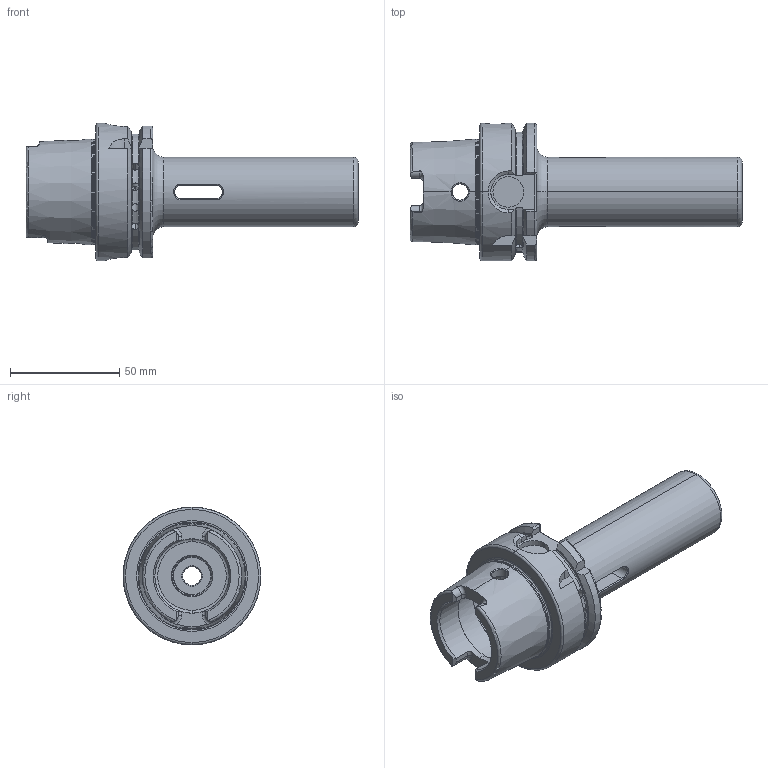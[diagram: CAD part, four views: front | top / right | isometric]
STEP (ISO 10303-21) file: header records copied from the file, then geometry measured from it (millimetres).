
FILE_DESCRIPTION (( 'STEP AP203' ), '1' );
FILE_NAME ('A63.07.02.STEP', '2016-10-11T02:15:54', ( '' ), ( '' ), 'SwSTEP 2.0', 'SolidWorks 2012', '' );
FILE_SCHEMA (( 'CONFIG_CONTROL_DESIGN' ));
Length unit declared in the file: millimetre
Products named in the file (1): A63.07.02
Bounding box: 152 x 63 x 63 mm (x, y, z)
Volume: 136673.9 mm3; surface area: 37322.2 mm2
Topology: 1 solids, 1 shells, 239 faces, 641 edges, 397 vertices
Faces by surface type: cylinder 82, plane 68, torus 36, cone 35, bspline 18
Entity records: 18908 total; most frequent: CARTESIAN_POINT 13311, ORIENTED_EDGE 1262, DIRECTION 1033, EDGE_CURVE 631, AXIS2_PLACEMENT_3D 408, VERTEX_POINT 397, EDGE_LOOP 252, FACE_OUTER_BOUND 239
